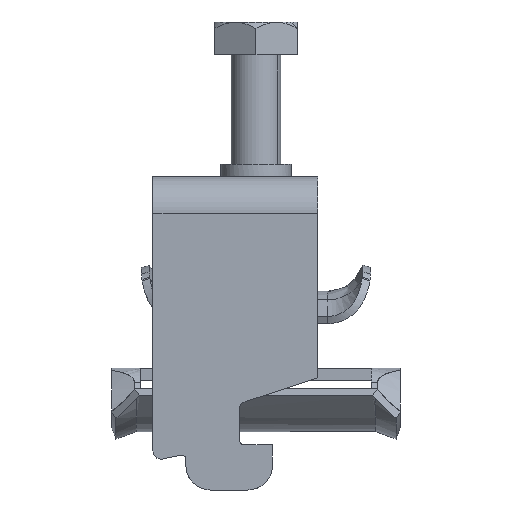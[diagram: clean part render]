
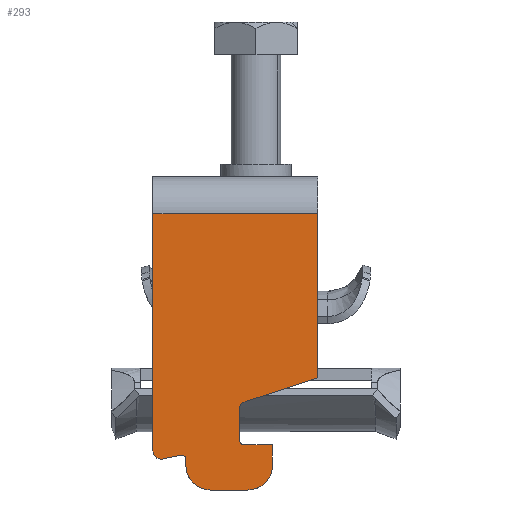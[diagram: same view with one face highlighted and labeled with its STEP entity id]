
A CAD part, left-side view. The second image highlights one B-rep face of the part: STEP entity #293.
In plain terms, the highlighted planar face has unit normal (-1, 0, 0).
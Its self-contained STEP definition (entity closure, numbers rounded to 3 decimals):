
#77=(
BOUNDED_CURVE()
B_SPLINE_CURVE(2,(#5698,#5699,#5700,#5701,#5702),.UNSPECIFIED.,.F.,.F.)
B_SPLINE_CURVE_WITH_KNOTS((3,2,3),(-1.78,-0.89,
0.),.UNSPECIFIED.)
CURVE()
GEOMETRIC_REPRESENTATION_ITEM()
RATIONAL_B_SPLINE_CURVE((1.,0.903,1.,0.903,1.))
REPRESENTATION_ITEM('')
);
#78=(
BOUNDED_CURVE()
B_SPLINE_CURVE(2,(#5703,#5704,#5705),.UNSPECIFIED.,.F.,.F.)
B_SPLINE_CURVE_WITH_KNOTS((3,3),(-4.712,0.),.UNSPECIFIED.)
CURVE()
GEOMETRIC_REPRESENTATION_ITEM()
RATIONAL_B_SPLINE_CURVE((1.,0.707,1.))
REPRESENTATION_ITEM('')
);
#79=(
BOUNDED_CURVE()
B_SPLINE_CURVE(2,(#5706,#5707,#5708),.UNSPECIFIED.,.F.,.F.)
B_SPLINE_CURVE_WITH_KNOTS((3,3),(-4.712,0.),.UNSPECIFIED.)
CURVE()
GEOMETRIC_REPRESENTATION_ITEM()
RATIONAL_B_SPLINE_CURVE((1.,0.707,1.))
REPRESENTATION_ITEM('')
);
#80=(
BOUNDED_CURVE()
B_SPLINE_CURVE(2,(#5709,#5710,#5711,#5712,#5713),.UNSPECIFIED.,.F.,.F.)
B_SPLINE_CURVE_WITH_KNOTS((3,2,3),(-0.89,-0.445,
0.),.UNSPECIFIED.)
CURVE()
GEOMETRIC_REPRESENTATION_ITEM()
RATIONAL_B_SPLINE_CURVE((1.,0.903,1.,0.903,1.))
REPRESENTATION_ITEM('')
);
#104=(
BOUNDED_CURVE()
B_SPLINE_CURVE(2,(#5939,#5940,#5941),.UNSPECIFIED.,.F.,.F.)
B_SPLINE_CURVE_WITH_KNOTS((3,3),(-1.257,0.),.UNSPECIFIED.)
CURVE()
GEOMETRIC_REPRESENTATION_ITEM()
RATIONAL_B_SPLINE_CURVE((1.,0.809,1.))
REPRESENTATION_ITEM('')
);
#117=(
BOUNDED_CURVE()
B_SPLINE_CURVE(2,(#5994,#5995,#5996),.UNSPECIFIED.,.F.,.F.)
B_SPLINE_CURVE_WITH_KNOTS((3,3),(-0.785,0.),.UNSPECIFIED.)
CURVE()
GEOMETRIC_REPRESENTATION_ITEM()
RATIONAL_B_SPLINE_CURVE((1.,0.707,1.))
REPRESENTATION_ITEM('')
);
#175=PLANE('',#2401);
#293=ADVANCED_FACE('',(#431),#175,.T.);
#431=FACE_OUTER_BOUND('',#571,.T.);
#571=EDGE_LOOP('',(#997,#998,#999,#1000,#1001,#1002,#1003,#1004,#1005,#1006,
#1007,#1008,#1009,#1010,#1011,#1012));
#997=ORIENTED_EDGE('',*,*,#1611,.F.);
#998=ORIENTED_EDGE('',*,*,#1526,.F.);
#999=ORIENTED_EDGE('',*,*,#1515,.F.);
#1000=ORIENTED_EDGE('',*,*,#1524,.F.);
#1001=ORIENTED_EDGE('',*,*,#1516,.F.);
#1002=ORIENTED_EDGE('',*,*,#1525,.F.);
#1003=ORIENTED_EDGE('',*,*,#1517,.F.);
#1004=ORIENTED_EDGE('',*,*,#1518,.F.);
#1005=ORIENTED_EDGE('',*,*,#1639,.F.);
#1006=ORIENTED_EDGE('',*,*,#1519,.F.);
#1007=ORIENTED_EDGE('',*,*,#1621,.F.);
#1008=ORIENTED_EDGE('',*,*,#1613,.F.);
#1009=ORIENTED_EDGE('',*,*,#1520,.F.);
#1010=ORIENTED_EDGE('',*,*,#1521,.F.);
#1011=ORIENTED_EDGE('',*,*,#1522,.F.);
#1012=ORIENTED_EDGE('',*,*,#1523,.F.);
#1515=EDGE_CURVE('',#2042,#2041,#1823,.T.);
#1516=EDGE_CURVE('',#2044,#2043,#1824,.T.);
#1517=EDGE_CURVE('',#2046,#2045,#1825,.T.);
#1518=EDGE_CURVE('',#2047,#2046,#1826,.T.);
#1519=EDGE_CURVE('',#2049,#2048,#1827,.T.);
#1520=EDGE_CURVE('',#2052,#2051,#1828,.T.);
#1521=EDGE_CURVE('',#2053,#2052,#1829,.T.);
#1522=EDGE_CURVE('',#2054,#2053,#1830,.T.);
#1523=EDGE_CURVE('',#2040,#2054,#77,.T.);
#1524=EDGE_CURVE('',#2043,#2042,#78,.T.);
#1525=EDGE_CURVE('',#2045,#2044,#79,.T.);
#1526=EDGE_CURVE('',#2041,#2039,#80,.T.);
#1611=EDGE_CURVE('',#2039,#2040,#1893,.T.);
#1613=EDGE_CURVE('',#2051,#2050,#1895,.T.);
#1621=EDGE_CURVE('',#2050,#2049,#104,.T.);
#1639=EDGE_CURVE('',#2048,#2047,#117,.T.);
#1823=B_SPLINE_CURVE_WITH_KNOTS('',1,(#5682,#5683),.UNSPECIFIED.,.F.,.F.,
(2,2),(-0.733,0.),.UNSPECIFIED.);
#1824=B_SPLINE_CURVE_WITH_KNOTS('',1,(#5684,#5685),.UNSPECIFIED.,.F.,.F.,
(2,2),(-4.5,0.),.UNSPECIFIED.);
#1825=B_SPLINE_CURVE_WITH_KNOTS('',1,(#5686,#5687),.UNSPECIFIED.,.F.,.F.,
(2,2),(-2.5,0.),.UNSPECIFIED.);
#1826=B_SPLINE_CURVE_WITH_KNOTS('',1,(#5688,#5689),.UNSPECIFIED.,.F.,.F.,
(2,2),(-3.5,0.),.UNSPECIFIED.);
#1827=B_SPLINE_CURVE_WITH_KNOTS('',1,(#5690,#5691),.UNSPECIFIED.,.F.,.F.,
(2,2),(-3.773,0.),.UNSPECIFIED.);
#1828=B_SPLINE_CURVE_WITH_KNOTS('',1,(#5692,#5693),.UNSPECIFIED.,.F.,.F.,
(2,2),(-19.913,0.),.UNSPECIFIED.);
#1829=B_SPLINE_CURVE_WITH_KNOTS('',1,(#5694,#5695),.UNSPECIFIED.,.F.,.F.,
(2,2),(0.,20.),.UNSPECIFIED.);
#1830=B_SPLINE_CURVE_WITH_KNOTS('',1,(#5696,#5697),.UNSPECIFIED.,.F.,.F.,
(2,2),(-28.765,0.),.UNSPECIFIED.);
#1893=B_SPLINE_CURVE_WITH_KNOTS('',1,(#5916,#5917),.UNSPECIFIED.,.F.,.F.,
(2,2),(-2.237,0.),.UNSPECIFIED.);
#1895=B_SPLINE_CURVE_WITH_KNOTS('',1,(#5920,#5921),.UNSPECIFIED.,.F.,.F.,
(2,2),(-9.262,0.),.UNSPECIFIED.);
#2039=VERTEX_POINT('',#5600);
#2040=VERTEX_POINT('',#5601);
#2041=VERTEX_POINT('',#5602);
#2042=VERTEX_POINT('',#5603);
#2043=VERTEX_POINT('',#5604);
#2044=VERTEX_POINT('',#5605);
#2045=VERTEX_POINT('',#5606);
#2046=VERTEX_POINT('',#5607);
#2047=VERTEX_POINT('',#5608);
#2048=VERTEX_POINT('',#5609);
#2049=VERTEX_POINT('',#5610);
#2050=VERTEX_POINT('',#5611);
#2051=VERTEX_POINT('',#5612);
#2052=VERTEX_POINT('',#5613);
#2053=VERTEX_POINT('',#5614);
#2054=VERTEX_POINT('',#5615);
#2401=AXIS2_PLACEMENT_3D('',#5207,#2473,$);
#2473=DIRECTION('',(-1.,0.,0.));
#5207=CARTESIAN_POINT('',(-10.,31.488,-9.515));
#5600=CARTESIAN_POINT('',(-10.,26.091,-1.942));
#5601=CARTESIAN_POINT('',(-10.,28.279,-2.407));
#5602=CARTESIAN_POINT('',(-10.,25.487,-2.431));
#5603=CARTESIAN_POINT('',(-10.,25.487,-3.164));
#5604=CARTESIAN_POINT('',(-10.,22.487,-6.164));
#5605=CARTESIAN_POINT('',(-10.,17.987,-6.164));
#5606=CARTESIAN_POINT('',(-10.,14.987,-3.164));
#5607=CARTESIAN_POINT('',(-10.,14.987,-0.664));
#5608=CARTESIAN_POINT('',(-10.,18.487,-0.664));
#5609=CARTESIAN_POINT('',(-10.,18.987,-0.164));
#5610=CARTESIAN_POINT('',(-10.,18.987,3.61));
#5611=CARTESIAN_POINT('',(-10.,18.296,4.561));
#5612=CARTESIAN_POINT('',(-10.,9.487,7.423));
#5613=CARTESIAN_POINT('',(-10.,9.487,27.336));
#5614=CARTESIAN_POINT('',(-10.,29.487,27.336));
#5615=CARTESIAN_POINT('',(-10.,29.487,-1.429));
#5682=CARTESIAN_POINT('',(-10.,25.487,-3.164));
#5683=CARTESIAN_POINT('',(-10.,25.487,-2.431));
#5684=CARTESIAN_POINT('',(-10.,17.987,-6.164));
#5685=CARTESIAN_POINT('',(-10.,22.487,-6.164));
#5686=CARTESIAN_POINT('',(-10.,14.987,-0.664));
#5687=CARTESIAN_POINT('',(-10.,14.987,-3.164));
#5688=CARTESIAN_POINT('',(-10.,18.487,-0.664));
#5689=CARTESIAN_POINT('',(-10.,14.987,-0.664));
#5690=CARTESIAN_POINT('',(-10.,18.987,3.61));
#5691=CARTESIAN_POINT('',(-10.,18.987,-0.164));
#5692=CARTESIAN_POINT('',(-10.,9.487,27.336));
#5693=CARTESIAN_POINT('',(-10.,9.487,7.423));
#5694=CARTESIAN_POINT('',(-10.,29.487,27.336));
#5695=CARTESIAN_POINT('',(-10.,9.487,27.336));
#5696=CARTESIAN_POINT('',(-10.,29.487,-1.429));
#5697=CARTESIAN_POINT('',(-10.,29.487,27.336));
#5698=CARTESIAN_POINT('',(-10.,28.279,-2.407));
#5699=CARTESIAN_POINT('',(-10.,28.746,-2.506));
#5700=CARTESIAN_POINT('',(-10.,29.116,-2.206));
#5701=CARTESIAN_POINT('',(-10.,29.487,-1.906));
#5702=CARTESIAN_POINT('',(-10.,29.487,-1.429));
#5703=CARTESIAN_POINT('',(-10.,22.487,-6.164));
#5704=CARTESIAN_POINT('',(-10.,25.487,-6.164));
#5705=CARTESIAN_POINT('',(-10.,25.487,-3.164));
#5706=CARTESIAN_POINT('',(-10.,14.987,-3.164));
#5707=CARTESIAN_POINT('',(-10.,14.987,-6.164));
#5708=CARTESIAN_POINT('',(-10.,17.987,-6.164));
#5709=CARTESIAN_POINT('',(-10.,25.487,-2.431));
#5710=CARTESIAN_POINT('',(-10.,25.487,-2.192));
#5711=CARTESIAN_POINT('',(-10.,25.672,-2.042));
#5712=CARTESIAN_POINT('',(-10.,25.858,-1.892));
#5713=CARTESIAN_POINT('',(-10.,26.091,-1.942));
#5916=CARTESIAN_POINT('',(-10.,26.091,-1.942));
#5917=CARTESIAN_POINT('',(-10.,28.279,-2.407));
#5920=CARTESIAN_POINT('',(-10.,9.487,7.423));
#5921=CARTESIAN_POINT('',(-10.,18.296,4.561));
#5939=CARTESIAN_POINT('',(-10.,18.296,4.561));
#5940=CARTESIAN_POINT('',(-10.,18.987,4.336));
#5941=CARTESIAN_POINT('',(-10.,18.987,3.61));
#5994=CARTESIAN_POINT('',(-10.,18.987,-0.164));
#5995=CARTESIAN_POINT('',(-10.,18.987,-0.664));
#5996=CARTESIAN_POINT('',(-10.,18.487,-0.664));
